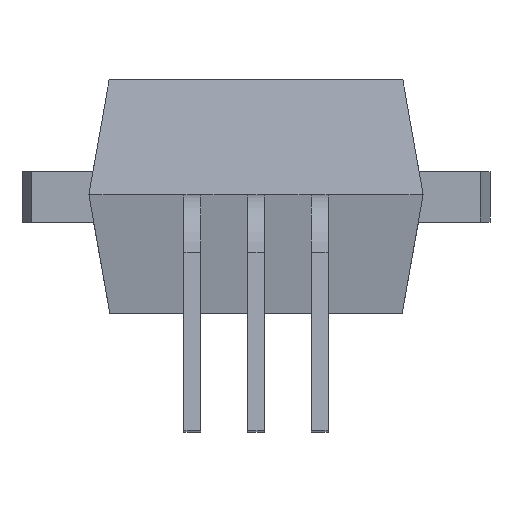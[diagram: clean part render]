
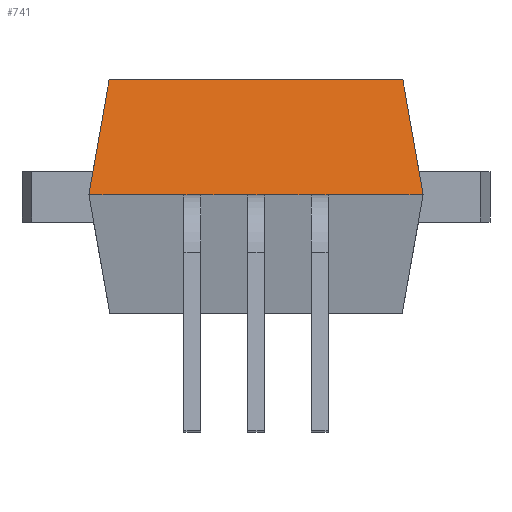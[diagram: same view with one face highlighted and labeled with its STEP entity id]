
A CAD part, front view. The second image highlights one B-rep face of the part: STEP entity #741.
In plain terms, the highlighted planar face has unit normal (0, -0.985, 0.174).
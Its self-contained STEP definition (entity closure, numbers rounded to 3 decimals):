
#53 = ORIENTED_EDGE ( 'NONE', *, *, #2788, .T. ) ;
#58 = EDGE_CURVE ( 'NONE', #3049, #1369, #1984, .T. ) ;
#123 = CARTESIAN_POINT ( 'NONE',  ( -5.002, -18.317, 0.808 ) ) ;
#300 = LINE ( 'NONE', #1232, #1143 ) ;
#348 = VERTEX_POINT ( 'NONE', #3056 ) ;
#447 = VERTEX_POINT ( 'NONE', #1921 ) ;
#455 = VECTOR ( 'NONE', #1208, 1000. ) ;
#460 = CARTESIAN_POINT ( 'NONE',  ( -5.002, -18.317, 0.808 ) ) ;
#504 = DIRECTION ( 'NONE',  ( -1., 0., 0. ) ) ;
#652 = VERTEX_POINT ( 'NONE', #3026 ) ;
#678 = ORIENTED_EDGE ( 'NONE', *, *, #2343, .T. ) ;
#694 = CARTESIAN_POINT ( 'NONE',  ( -5.002, -18.317, 0.808 ) ) ;
#710 = ORIENTED_EDGE ( 'NONE', *, *, #1445, .T. ) ;
#741 = ADVANCED_FACE ( 'NONE', ( #1712 ), #2427, .T. ) ;
#748 = EDGE_CURVE ( 'NONE', #781, #3049, #300, .T. ) ;
#778 = LINE ( 'NONE', #1241, #1611 ) ;
#781 = VERTEX_POINT ( 'NONE', #2167 ) ;
#829 = CARTESIAN_POINT ( 'NONE',  ( -5.002, -17.71, 4.247 ) ) ;
#899 = LINE ( 'NONE', #2794, #1637 ) ;
#936 = CARTESIAN_POINT ( 'NONE',  ( -5.002, -18.317, 0.808 ) ) ;
#958 = VERTEX_POINT ( 'NONE', #2000 ) ;
#970 = VECTOR ( 'NONE', #989, 1000. ) ;
#989 = DIRECTION ( 'NONE',  ( 1., 0., 0. ) ) ;
#1021 = ORIENTED_EDGE ( 'NONE', *, *, #58, .T. ) ;
#1110 = DIRECTION ( 'NONE',  ( 1., 0., 0. ) ) ;
#1143 = VECTOR ( 'NONE', #2394, 1000. ) ;
#1145 = DIRECTION ( 'NONE',  ( 1., 0., 0. ) ) ;
#1155 = CARTESIAN_POINT ( 'NONE',  ( 1.649, -18.317, 0.808 ) ) ;
#1190 = CARTESIAN_POINT ( 'NONE',  ( 4.998, -18.317, 0.808 ) ) ;
#1208 = DIRECTION ( 'NONE',  ( -0.171, -0.171, -0.97 ) ) ;
#1232 = CARTESIAN_POINT ( 'NONE',  ( -5.002, -18.317, 0.808 ) ) ;
#1234 = LINE ( 'NONE', #2168, #970 ) ;
#1241 = CARTESIAN_POINT ( 'NONE',  ( 4.705, -18.024, 2.468 ) ) ;
#1257 = CARTESIAN_POINT ( 'NONE',  ( -0.256, -18.317, 0.808 ) ) ;
#1275 = EDGE_LOOP ( 'NONE', ( #1907, #1521, #710, #53, #1757, #1021, #2170, #678, #2418, #2536 ) ) ;
#1369 = VERTEX_POINT ( 'NONE', #1494 ) ;
#1394 = LINE ( 'NONE', #460, #2993 ) ;
#1445 = EDGE_CURVE ( 'NONE', #652, #1602, #1234, .T. ) ;
#1494 = CARTESIAN_POINT ( 'NONE',  ( 2.157, -18.317, 0.808 ) ) ;
#1521 = ORIENTED_EDGE ( 'NONE', *, *, #2666, .T. ) ;
#1602 = VERTEX_POINT ( 'NONE', #1257 ) ;
#1611 = VECTOR ( 'NONE', #2173, 1000. ) ;
#1628 = VECTOR ( 'NONE', #2726, 1000. ) ;
#1637 = VECTOR ( 'NONE', #1110, 1000. ) ;
#1650 = EDGE_CURVE ( 'NONE', #1369, #2852, #899, .T. ) ;
#1695 = LINE ( 'NONE', #2144, #455 ) ;
#1712 = FACE_OUTER_BOUND ( 'NONE', #1275, .T. ) ;
#1752 = CARTESIAN_POINT ( 'NONE',  ( -5.002, -18.317, 0.808 ) ) ;
#1757 = ORIENTED_EDGE ( 'NONE', *, *, #748, .T. ) ;
#1767 = DIRECTION ( 'NONE',  ( 1., 0., 0. ) ) ;
#1820 = VERTEX_POINT ( 'NONE', #694 ) ;
#1901 = DIRECTION ( 'NONE',  ( 0., -0.985, 0.174 ) ) ;
#1907 = ORIENTED_EDGE ( 'NONE', *, *, #2469, .T. ) ;
#1921 = CARTESIAN_POINT ( 'NONE',  ( 4.392, -17.71, 4.247 ) ) ;
#1984 = LINE ( 'NONE', #123, #1628 ) ;
#2000 = CARTESIAN_POINT ( 'NONE',  ( -4.395, -17.71, 4.247 ) ) ;
#2009 = LINE ( 'NONE', #1752, #2483 ) ;
#2038 = VECTOR ( 'NONE', #1145, 1000. ) ;
#2107 = LINE ( 'NONE', #936, #2694 ) ;
#2114 = CARTESIAN_POINT ( 'NONE',  ( -5.002, -18.317, 0.808 ) ) ;
#2144 = CARTESIAN_POINT ( 'NONE',  ( -5.002, -18.317, 0.808 ) ) ;
#2167 = CARTESIAN_POINT ( 'NONE',  ( 0.252, -18.317, 0.808 ) ) ;
#2168 = CARTESIAN_POINT ( 'NONE',  ( -5.002, -18.317, 0.808 ) ) ;
#2170 = ORIENTED_EDGE ( 'NONE', *, *, #1650, .T. ) ;
#2173 = DIRECTION ( 'NONE',  ( -0.171, 0.171, 0.97 ) ) ;
#2225 = EDGE_CURVE ( 'NONE', #958, #1820, #1695, .T. ) ;
#2343 = EDGE_CURVE ( 'NONE', #2852, #447, #778, .T. ) ;
#2384 = DIRECTION ( 'NONE',  ( 1., 0., 0. ) ) ;
#2394 = DIRECTION ( 'NONE',  ( 1., 0., 0. ) ) ;
#2418 = ORIENTED_EDGE ( 'NONE', *, *, #2684, .F. ) ;
#2427 = PLANE ( 'NONE',  #2472 ) ;
#2469 = EDGE_CURVE ( 'NONE', #1820, #348, #2107, .T. ) ;
#2472 = AXIS2_PLACEMENT_3D ( 'NONE', #2114, #1901, #504 ) ;
#2483 = VECTOR ( 'NONE', #1767, 1000. ) ;
#2518 = DIRECTION ( 'NONE',  ( 1., 0., 0. ) ) ;
#2536 = ORIENTED_EDGE ( 'NONE', *, *, #2225, .T. ) ;
#2666 = EDGE_CURVE ( 'NONE', #348, #652, #2009, .T. ) ;
#2684 = EDGE_CURVE ( 'NONE', #958, #447, #2718, .T. ) ;
#2694 = VECTOR ( 'NONE', #2384, 1000. ) ;
#2718 = LINE ( 'NONE', #829, #2038 ) ;
#2726 = DIRECTION ( 'NONE',  ( 1., 0., 0. ) ) ;
#2788 = EDGE_CURVE ( 'NONE', #1602, #781, #1394, .T. ) ;
#2794 = CARTESIAN_POINT ( 'NONE',  ( -5.002, -18.317, 0.808 ) ) ;
#2852 = VERTEX_POINT ( 'NONE', #1190 ) ;
#2993 = VECTOR ( 'NONE', #2518, 1000. ) ;
#3026 = CARTESIAN_POINT ( 'NONE',  ( -1.653, -18.317, 0.808 ) ) ;
#3049 = VERTEX_POINT ( 'NONE', #1155 ) ;
#3056 = CARTESIAN_POINT ( 'NONE',  ( -2.161, -18.317, 0.808 ) ) ;
